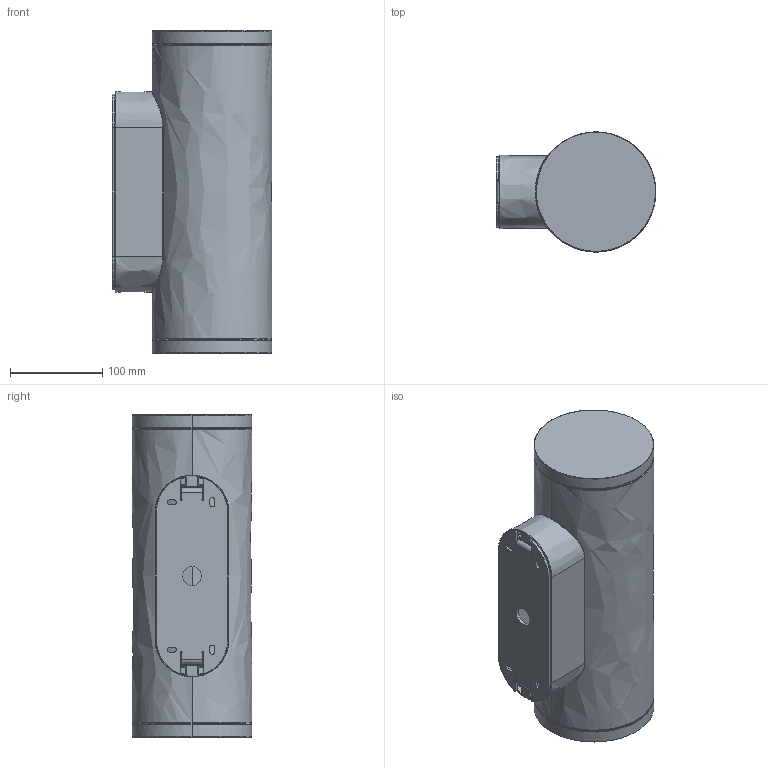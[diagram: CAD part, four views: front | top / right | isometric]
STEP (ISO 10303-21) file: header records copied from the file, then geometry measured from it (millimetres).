
FILE_DESCRIPTION(/* description */ (''),/* implementation_level */ '2;1');
FILE_NAME(/* name */ 'T419400_CALUMET 13 PARETE MONO',/* time_stamp */ '2018-01-26T14:36:27+01:00',/* author */ (''),/* organization */ (''),/* preprocessor_version */ 'ST-DEVELOPER v15',/* originating_system */ '',/* authorisation */ '');
FILE_SCHEMA (('CONFIG_CONTROL_DESIGN'));
Length unit declared in the file: millimetre
Products named in the file (1): Document
Bounding box: 173.4 x 129.99 x 350.2 mm (x, y, z)
Volume: 47316.2 mm3; surface area: 265074.3 mm2
Topology: 2 solids, 8 shells, 221 faces, 572 edges, 351 vertices
Faces by surface type: bspline 159, plane 62
Entity records: 10232 total; most frequent: CARTESIAN_POINT 7028, ORIENTED_EDGE 1023, EDGE_CURVE 560, VERTEX_POINT 351, B_SPLINE_CURVE_WITH_KNOTS 270, EDGE_LOOP 240, ADVANCED_FACE 221, FACE_OUTER_BOUND 221
